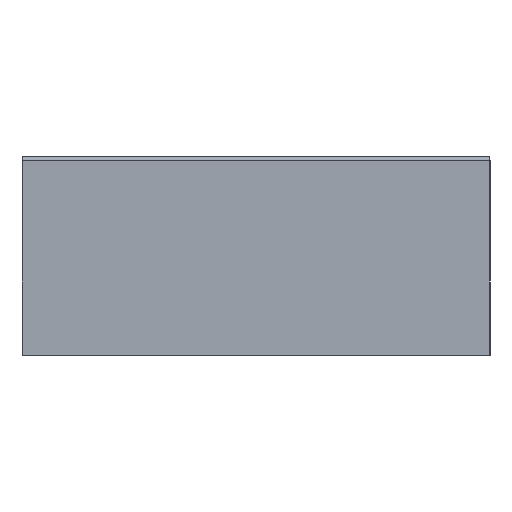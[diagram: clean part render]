
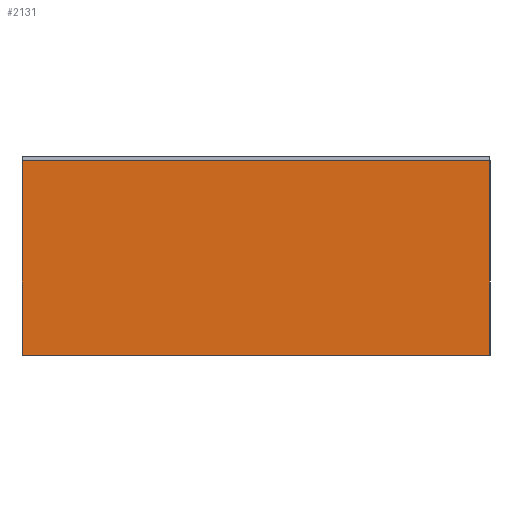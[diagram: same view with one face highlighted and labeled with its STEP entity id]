
A CAD part, left-side view. The second image highlights one B-rep face of the part: STEP entity #2131.
In plain terms, the highlighted planar face has unit normal (-1, 0, 0).
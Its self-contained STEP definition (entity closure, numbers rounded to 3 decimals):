
#70 = LINE ( 'NONE', #3494, #77 ) ;
#77 = VECTOR ( 'NONE', #3502, 1000. ) ;
#126 = LINE ( 'NONE', #3588, #134 ) ;
#130 = LINE ( 'NONE', #3585, #132 ) ;
#132 = VECTOR ( 'NONE', #3583, 1000. ) ;
#134 = VECTOR ( 'NONE', #3593, 1000. ) ;
#592 = VERTEX_POINT ( 'NONE', #3411 ) ;
#593 = VERTEX_POINT ( 'NONE', #3412 ) ;
#615 = VERTEX_POINT ( 'NONE', #3434 ) ;
#618 = VERTEX_POINT ( 'NONE', #3437 ) ;
#823 = PLANE ( 'NONE',  #3221 ) ;
#824 = CARTESIAN_POINT ( 'NONE',  ( -25.4, 152.4, 19.119 ) ) ;
#829 = DIRECTION ( 'NONE',  ( 1., 0., 0. ) ) ;
#830 = DIRECTION ( 'NONE',  ( 0., 0., -1. ) ) ;
#1156 = CARTESIAN_POINT ( 'NONE',  ( -25.4, -23., 19.5 ) ) ;
#1157 = DIRECTION ( 'NONE',  ( 0., 0., -1. ) ) ;
#1434 = LINE ( 'NONE', #1156, #1436 ) ;
#1436 = VECTOR ( 'NONE', #1157, 1000. ) ;
#1558 = ORIENTED_EDGE ( 'NONE', *, *, #1827, .F. ) ;
#1559 = ORIENTED_EDGE ( 'NONE', *, *, #1863, .T. ) ;
#1560 = ORIENTED_EDGE ( 'NONE', *, *, #2565, .F. ) ;
#1561 = ORIENTED_EDGE ( 'NONE', *, *, #1864, .F. ) ;
#1827 = EDGE_CURVE ( 'NONE', #615, #618, #70, .T. ) ;
#1863 = EDGE_CURVE ( 'NONE', #615, #593, #130, .T. ) ;
#1864 = EDGE_CURVE ( 'NONE', #618, #592, #126, .T. ) ;
#2131 = ADVANCED_FACE ( 'NONE', ( #2869 ), #823, .F. ) ;
#2369 = EDGE_LOOP ( 'NONE', ( #1558, #1559, #1560, #1561 ) ) ;
#2565 = EDGE_CURVE ( 'NONE', #592, #593, #1434, .T. ) ;
#2869 = FACE_OUTER_BOUND ( 'NONE', #2369, .T. ) ;
#3221 = AXIS2_PLACEMENT_3D ( 'NONE', #824, #829, #830 ) ;
#3411 = CARTESIAN_POINT ( 'NONE',  ( -25.4, -23., 19.119 ) ) ;
#3412 = CARTESIAN_POINT ( 'NONE',  ( -25.4, -23., 0. ) ) ;
#3434 = CARTESIAN_POINT ( 'NONE',  ( -25.4, 23., 0. ) ) ;
#3437 = CARTESIAN_POINT ( 'NONE',  ( -25.4, 23., 19.119 ) ) ;
#3494 = CARTESIAN_POINT ( 'NONE',  ( -25.4, 23., 19.5 ) ) ;
#3502 = DIRECTION ( 'NONE',  ( 0., 0., 1. ) ) ;
#3583 = DIRECTION ( 'NONE',  ( 0., -1., 0. ) ) ;
#3585 = CARTESIAN_POINT ( 'NONE',  ( -25.4, 152.4, 0. ) ) ;
#3588 = CARTESIAN_POINT ( 'NONE',  ( -25.4, 152.4, 19.119 ) ) ;
#3593 = DIRECTION ( 'NONE',  ( 0., -1., 0. ) ) ;
